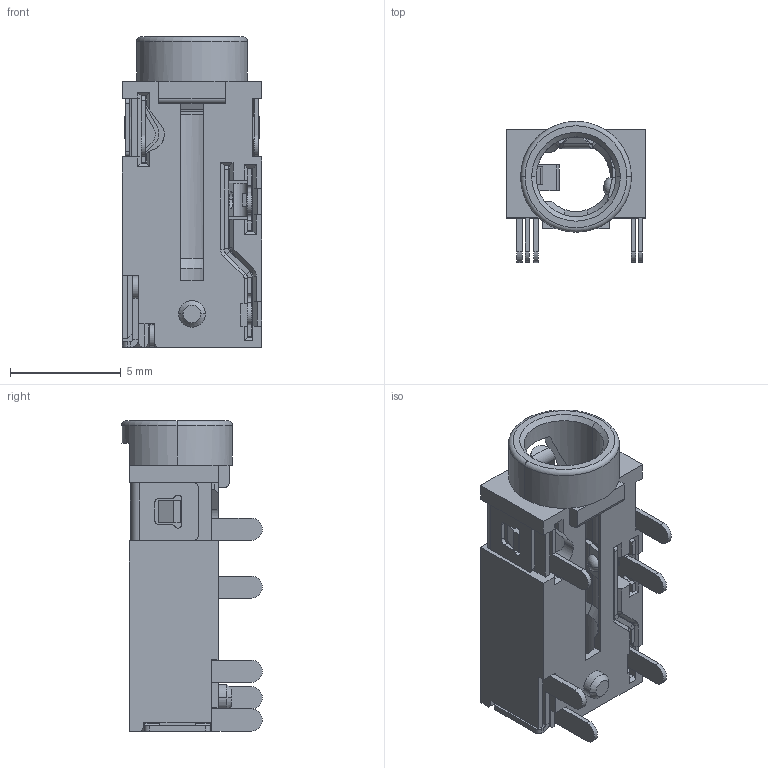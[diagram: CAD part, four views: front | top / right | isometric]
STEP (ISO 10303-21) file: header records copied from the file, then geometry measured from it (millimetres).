
FILE_DESCRIPTION (( 'STEP AP203' ), '1' );
FILE_NAME ('54-00298.STEP', '2022-02-15T23:24:55', ( '' ), ( '' ), 'SwSTEP 2.0', 'SolidWorks 2021', '' );
FILE_SCHEMA (( 'CONFIG_CONTROL_DESIGN' ));
Length unit declared in the file: millimetre
Products named in the file (1): 54-00298
Bounding box: 6.3 x 6.35 x 14 mm (x, y, z)
Volume: 173.9 mm3; surface area: 791.7 mm2
Topology: 7 solids, 7 shells, 592 faces, 1578 edges, 994 vertices
Faces by surface type: plane 411, cylinder 139, torus 18, bspline 13, cone 11
Entity records: 18394 total; most frequent: CARTESIAN_POINT 3488, ORIENTED_EDGE 3156, DIRECTION 3011, EDGE_CURVE 1578, VECTOR 1173, LINE 1173, VERTEX_POINT 994, AXIS2_PLACEMENT_3D 919
